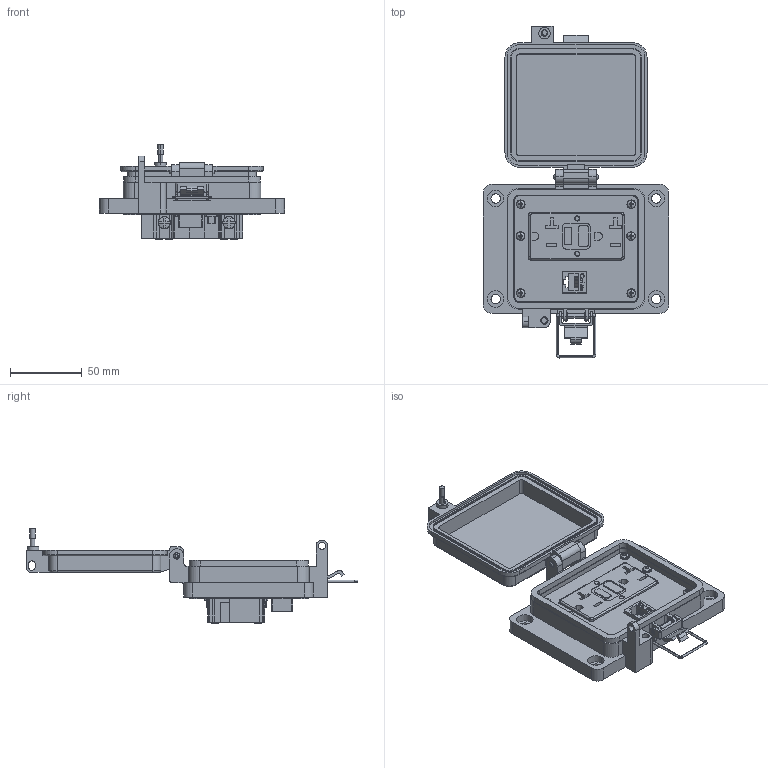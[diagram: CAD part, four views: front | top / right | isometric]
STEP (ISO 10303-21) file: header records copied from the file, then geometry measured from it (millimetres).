
FILE_DESCRIPTION (( 'STEP AP214' ), '1' );
FILE_NAME ('P-R2-K2RF0-F2_3D.STEP', '2017-10-24T20:44:47', ( '' ), ( '' ), 'SwSTEP 2.0', 'SolidWorks 2017', '' );
FILE_SCHEMA (( 'AUTOMOTIVE_DESIGN' ));
Length unit declared in the file: millimetre
Products named in the file (11): 90272A106_ZINC-PLTD STL PAN HEAD PHILLIPS MACHINE SCREW_90272A106; P-R2-K2RF0-F2_TP; P-R2-K2RF0-F2_BP; P-R2-K2RF0-F2_3D; Z-H-K2_B; R2; Z-300-RJ45CAT5; 90480A005_LOW-STRENGTH STEEL HEX NUT_90480A005; 92005A124_METRIC PAN HEAD PHILLIPS MACHINE SCREW_92005A124; RF-F2_sheared; P-R2-K2RF0-F2_FP
Assembly tree (17 placements, depth 3):
  P-R2-K2RF0-F2_3D
    P-R2-K2RF0-F2_BP
    P-R2-K2RF0-F2_TP
    90272A106_ZINC-PLTD STL PAN HEAD PHILLIPS MACHINE SCREW_90272A106  x2
    P-R2-K2RF0-F2_FP
    RF-F2_sheared
    92005A124_METRIC PAN HEAD PHILLIPS MACHINE SCREW_92005A124  x6
    90480A005_LOW-STRENGTH STEEL HEX NUT_90480A005  x2
    R2
      Z-300-RJ45CAT5
    Z-H-K2_B
Bounding box: 129 x 231.28 x 66.25 mm (x, y, z)
Volume: 244261.4 mm3; surface area: 125269 mm2
Topology: 35 solids, 35 shells, 2836 faces, 7964 edges, 5261 vertices
Faces by surface type: cylinder 1372, plane 1036, bspline 194, cone 136, torus 62, sphere 36
Entity records: 77870 total; most frequent: CARTESIAN_POINT 21468, ORIENTED_EDGE 9888, DIRECTION 8371, EDGE_CURVE 4944, VERTEX_POINT 3264, VECTOR 3023, LINE 3023, AXIS2_PLACEMENT_3D 2674
